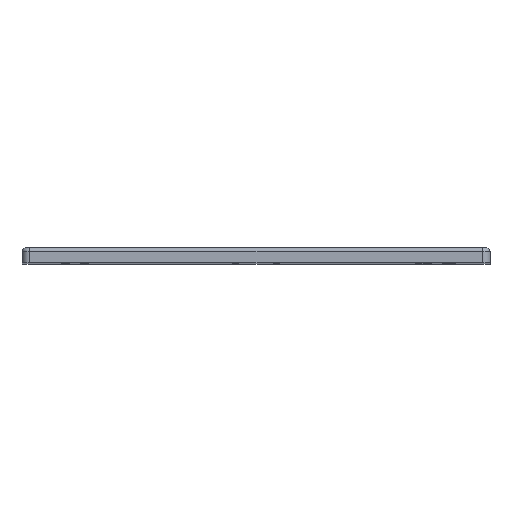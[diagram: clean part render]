
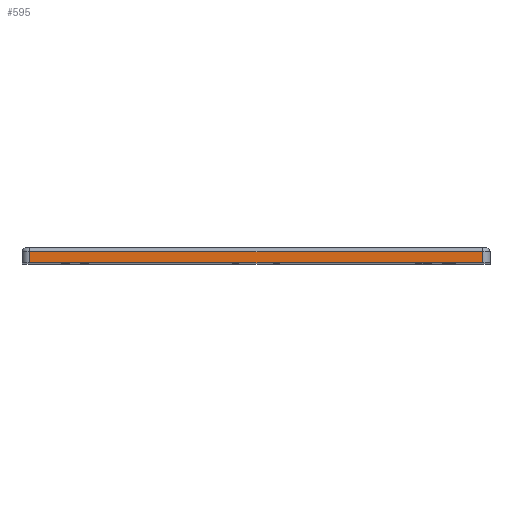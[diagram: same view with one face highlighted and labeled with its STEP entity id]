
A CAD part, top view. The second image highlights one B-rep face of the part: STEP entity #595.
In plain terms, the highlighted planar face has unit normal (0, 0, 1).
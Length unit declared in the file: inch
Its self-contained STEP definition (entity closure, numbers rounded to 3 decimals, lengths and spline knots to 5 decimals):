
#305 = PLANE ( 'NONE',  #478 ) ;
#408 = CARTESIAN_POINT ( 'NONE',  ( 15.25, 0.375, 0. ) ) ;
#437 = ORIENTED_EDGE ( 'NONE', *, *, #2736, .T. ) ;
#472 = VERTEX_POINT ( 'NONE', #1763 ) ;
#478 = AXIS2_PLACEMENT_3D ( 'NONE', #3228, #586, #1657 ) ;
#524 = LINE ( 'NONE', #976, #1635 ) ;
#586 = DIRECTION ( 'NONE',  ( 0., 0., -1. ) ) ;
#595 = ADVANCED_FACE ( 'NONE', ( #852 ), #305, .F. ) ;
#703 = LINE ( 'NONE', #1773, #2877 ) ;
#753 = DIRECTION ( 'NONE',  ( 1., 0., 0. ) ) ;
#852 = FACE_OUTER_BOUND ( 'NONE', #2151, .T. ) ;
#857 = VERTEX_POINT ( 'NONE', #2049 ) ;
#868 = EDGE_CURVE ( 'NONE', #857, #472, #703, .T. ) ;
#976 = CARTESIAN_POINT ( 'NONE',  ( 0.25, 0.5, 0. ) ) ;
#1366 = EDGE_CURVE ( 'NONE', #3386, #857, #524, .T. ) ;
#1412 = CARTESIAN_POINT ( 'NONE',  ( 0., 0.375, 0. ) ) ;
#1559 = DIRECTION ( 'NONE',  ( 0., 1., 0. ) ) ;
#1635 = VECTOR ( 'NONE', #3106, 39.37008 ) ;
#1657 = DIRECTION ( 'NONE',  ( -1., 0., 0. ) ) ;
#1763 = CARTESIAN_POINT ( 'NONE',  ( 15.25, 0., 0. ) ) ;
#1773 = CARTESIAN_POINT ( 'NONE',  ( 0., 0., 0. ) ) ;
#1840 = LINE ( 'NONE', #3202, #3282 ) ;
#1995 = VECTOR ( 'NONE', #3191, 39.37008 ) ;
#2049 = CARTESIAN_POINT ( 'NONE',  ( 0.25, 0., 0. ) ) ;
#2077 = VERTEX_POINT ( 'NONE', #408 ) ;
#2151 = EDGE_LOOP ( 'NONE', ( #437, #2294, #3400, #2501 ) ) ;
#2294 = ORIENTED_EDGE ( 'NONE', *, *, #3096, .T. ) ;
#2501 = ORIENTED_EDGE ( 'NONE', *, *, #868, .T. ) ;
#2638 = CARTESIAN_POINT ( 'NONE',  ( 0.25, 0.375, 0. ) ) ;
#2690 = LINE ( 'NONE', #1412, #1995 ) ;
#2736 = EDGE_CURVE ( 'NONE', #472, #2077, #1840, .T. ) ;
#2877 = VECTOR ( 'NONE', #753, 39.37008 ) ;
#3096 = EDGE_CURVE ( 'NONE', #2077, #3386, #2690, .T. ) ;
#3106 = DIRECTION ( 'NONE',  ( 0., -1., 0. ) ) ;
#3191 = DIRECTION ( 'NONE',  ( -1., 0., 0. ) ) ;
#3202 = CARTESIAN_POINT ( 'NONE',  ( 15.25, 0.5, 0. ) ) ;
#3228 = CARTESIAN_POINT ( 'NONE',  ( 0., 0.5, 0. ) ) ;
#3282 = VECTOR ( 'NONE', #1559, 39.37008 ) ;
#3386 = VERTEX_POINT ( 'NONE', #2638 ) ;
#3400 = ORIENTED_EDGE ( 'NONE', *, *, #1366, .T. ) ;
